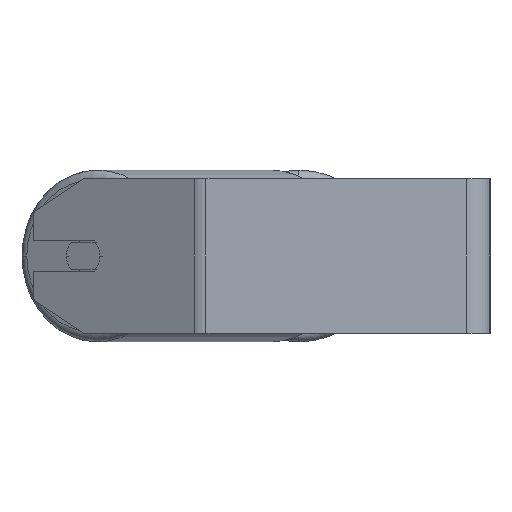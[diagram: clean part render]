
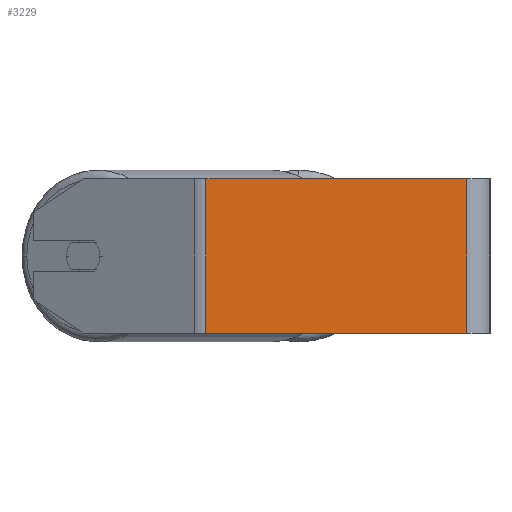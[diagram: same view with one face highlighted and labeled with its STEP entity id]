
A CAD part, left-side view. The second image highlights one B-rep face of the part: STEP entity #3229.
In plain terms, the highlighted planar face has unit normal (-1, 0, 0).
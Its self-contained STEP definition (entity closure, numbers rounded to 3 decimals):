
#52 = DIRECTION ( 'NONE',  ( 0., -1., 0. ) ) ;
#56 = EDGE_LOOP ( 'NONE', ( #8495, #7153, #1671, #7351 ) ) ;
#746 = VECTOR ( 'NONE', #52, 1000. ) ;
#940 = CARTESIAN_POINT ( 'NONE',  ( -340., 150.36, -40. ) ) ;
#1433 = DIRECTION ( 'NONE',  ( 1., 0., 0. ) ) ;
#1671 = ORIENTED_EDGE ( 'NONE', *, *, #3650, .F. ) ;
#2148 = EDGE_CURVE ( 'NONE', #5463, #6032, #8389, .T. ) ;
#2475 = VERTEX_POINT ( 'NONE', #6252 ) ;
#2626 = VECTOR ( 'NONE', #3508, 1000. ) ;
#2640 = VECTOR ( 'NONE', #3428, 1000. ) ;
#3229 = ADVANCED_FACE ( 'NONE', ( #3999 ), #3421, .F. ) ;
#3306 = CARTESIAN_POINT ( 'NONE',  ( -340., 12., -40. ) ) ;
#3337 = AXIS2_PLACEMENT_3D ( 'NONE', #7466, #1433, #4132 ) ;
#3371 = CARTESIAN_POINT ( 'NONE',  ( -340., 150.36, 40. ) ) ;
#3421 = PLANE ( 'NONE',  #3337 ) ;
#3428 = DIRECTION ( 'NONE',  ( 0., 0., -1. ) ) ;
#3508 = DIRECTION ( 'NONE',  ( 0., -1., 0. ) ) ;
#3546 = LINE ( 'NONE', #940, #2626 ) ;
#3650 = EDGE_CURVE ( 'NONE', #2475, #5463, #5361, .T. ) ;
#3999 = FACE_OUTER_BOUND ( 'NONE', #56, .T. ) ;
#4068 = VERTEX_POINT ( 'NONE', #7693 ) ;
#4096 = LINE ( 'NONE', #6049, #2640 ) ;
#4132 = DIRECTION ( 'NONE',  ( 0., 0., -1. ) ) ;
#5361 = LINE ( 'NONE', #3371, #746 ) ;
#5463 = VERTEX_POINT ( 'NONE', #6551 ) ;
#5979 = VECTOR ( 'NONE', #7775, 1000. ) ;
#6032 = VERTEX_POINT ( 'NONE', #3306 ) ;
#6049 = CARTESIAN_POINT ( 'NONE',  ( -340., 147.145, 40. ) ) ;
#6252 = CARTESIAN_POINT ( 'NONE',  ( -340., 147.145, 40. ) ) ;
#6551 = CARTESIAN_POINT ( 'NONE',  ( -340., 12., 40. ) ) ;
#7153 = ORIENTED_EDGE ( 'NONE', *, *, #2148, .F. ) ;
#7245 = EDGE_CURVE ( 'NONE', #4068, #6032, #3546, .T. ) ;
#7351 = ORIENTED_EDGE ( 'NONE', *, *, #7909, .T. ) ;
#7466 = CARTESIAN_POINT ( 'NONE',  ( -340., 150.36, 40. ) ) ;
#7693 = CARTESIAN_POINT ( 'NONE',  ( -340., 147.145, -40. ) ) ;
#7775 = DIRECTION ( 'NONE',  ( 0., 0., -1. ) ) ;
#7909 = EDGE_CURVE ( 'NONE', #2475, #4068, #4096, .T. ) ;
#8389 = LINE ( 'NONE', #8441, #5979 ) ;
#8441 = CARTESIAN_POINT ( 'NONE',  ( -340., 12., 40. ) ) ;
#8495 = ORIENTED_EDGE ( 'NONE', *, *, #7245, .T. ) ;
